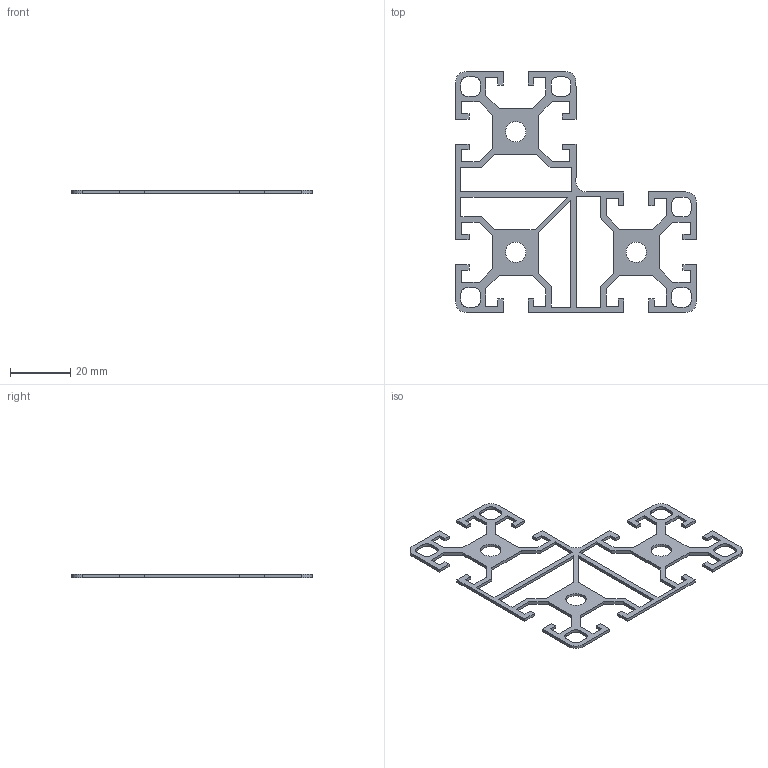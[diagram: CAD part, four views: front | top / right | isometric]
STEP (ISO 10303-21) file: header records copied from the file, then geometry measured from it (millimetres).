
FILE_DESCRIPTION((''),'2;1');
FILE_NAME('SP515_extern.ipt.step','2007-09-10T15:10:14',(''),(''),'Autodesk Inventor 11','Autodesk Inventor 11','');
FILE_SCHEMA(('AUTOMOTIVE_DESIGN { 1 0 10303 214 1 1 1 1 }'));
Length unit declared in the file: millimetre
Products named in the file (1): SP515_extern
Bounding box: 80 x 80 x 1 mm (x, y, z)
Volume: 1600.4 mm3; surface area: 4466.5 mm2
Topology: 1 solids, 1 shells, 197 faces, 588 edges, 393 vertices
Faces by surface type: plane 154, cylinder 27, bspline 16
Full cylindrical faces by diameter (mm): 6.8 x1
Entity records: 6599 total; most frequent: CARTESIAN_POINT 1246, ORIENTED_EDGE 1164, DIRECTION 1004, EDGE_CURVE 582, VECTOR 524, LINE 524, VERTEX_POINT 390, AXIS2_PLACEMENT_3D 240
